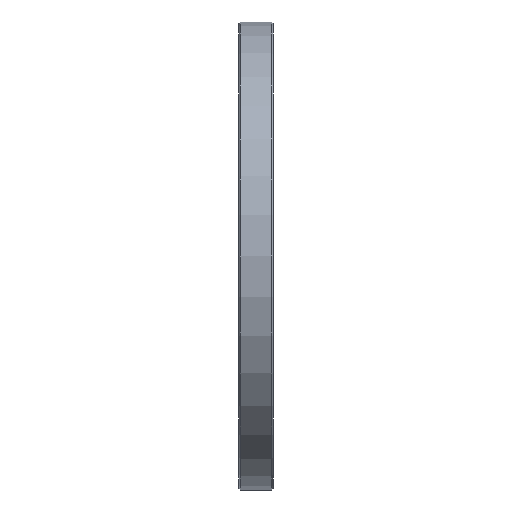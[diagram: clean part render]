
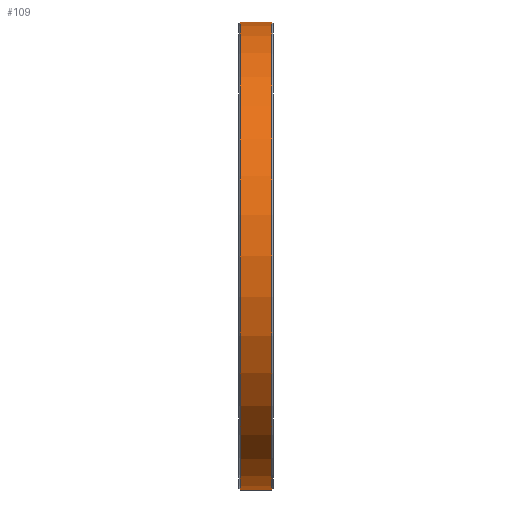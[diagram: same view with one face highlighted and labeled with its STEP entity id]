
A CAD part, front view. The second image highlights one B-rep face of the part: STEP entity #109.
In plain terms, the highlighted cylindrical face has radius 82.5 mm (diameter 165 mm), a partial arc.
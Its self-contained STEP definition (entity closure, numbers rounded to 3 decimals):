
#28 = VERTEX_POINT ( 'NONE', #456 ) ;
#29 = VERTEX_POINT ( 'NONE', #428 ) ;
#49 = VERTEX_POINT ( 'NONE', #446 ) ;
#65 = VERTEX_POINT ( 'NONE', #502 ) ;
#108 = EDGE_CURVE ( 'NONE', #29, #65, #573, .T. ) ;
#109 = ADVANCED_FACE ( 'NONE', ( #565 ), #572, .T. ) ;
#125 = EDGE_CURVE ( 'NONE', #28, #49, #644, .T. ) ;
#149 = ORIENTED_EDGE ( 'NONE', *, *, #125, .F. ) ;
#150 = EDGE_CURVE ( 'NONE', #65, #49, #586, .T. ) ;
#151 = ORIENTED_EDGE ( 'NONE', *, *, #108, .T. ) ;
#152 = ORIENTED_EDGE ( 'NONE', *, *, #150, .T. ) ;
#157 = EDGE_CURVE ( 'NONE', #28, #29, #478, .T. ) ;
#178 = EDGE_LOOP ( 'NONE', ( #149, #179, #151, #152 ) ) ;
#179 = ORIENTED_EDGE ( 'NONE', *, *, #157, .T. ) ;
#428 = CARTESIAN_POINT ( 'NONE',  ( 11.6, 0., 82.5 ) ) ;
#446 = CARTESIAN_POINT ( 'NONE',  ( 0.4, 0., -82.5 ) ) ;
#456 = CARTESIAN_POINT ( 'NONE',  ( 11.6, 0., -82.5 ) ) ;
#478 = CIRCLE ( 'NONE', #506, 82.5 ) ;
#481 = DIRECTION ( 'NONE',  ( -1., 0., 0. ) ) ;
#491 = CARTESIAN_POINT ( 'NONE',  ( 11.6, 0., 0. ) ) ;
#502 = CARTESIAN_POINT ( 'NONE',  ( 0.4, 0., 82.5 ) ) ;
#504 = DIRECTION ( 'NONE',  ( 0., 0., -1. ) ) ;
#506 = AXIS2_PLACEMENT_3D ( 'NONE', #491, #481, #504 ) ;
#532 = AXIS2_PLACEMENT_3D ( 'NONE', #551, #536, #535 ) ;
#535 = DIRECTION ( 'NONE',  ( 0., 0., 1. ) ) ;
#536 = DIRECTION ( 'NONE',  ( -1., 0., 0. ) ) ;
#537 = VECTOR ( 'NONE', #563, 1000. ) ;
#551 = CARTESIAN_POINT ( 'NONE',  ( 12., 0., 0. ) ) ;
#563 = DIRECTION ( 'NONE',  ( -1., 0., 0. ) ) ;
#564 = CARTESIAN_POINT ( 'NONE',  ( 12., 0., 82.5 ) ) ;
#565 = FACE_OUTER_BOUND ( 'NONE', #178, .T. ) ;
#572 = CYLINDRICAL_SURFACE ( 'NONE', #532, 82.5 ) ;
#573 = LINE ( 'NONE', #564, #537 ) ;
#581 = CARTESIAN_POINT ( 'NONE',  ( 0.4, 0., 0. ) ) ;
#585 = AXIS2_PLACEMENT_3D ( 'NONE', #581, #638, #637 ) ;
#586 = CIRCLE ( 'NONE', #585, 82.5 ) ;
#632 = DIRECTION ( 'NONE',  ( -1., 0., 0. ) ) ;
#637 = DIRECTION ( 'NONE',  ( 0., 0., -1. ) ) ;
#638 = DIRECTION ( 'NONE',  ( 1., 0., 0. ) ) ;
#644 = LINE ( 'NONE', #652, #647 ) ;
#647 = VECTOR ( 'NONE', #632, 1000. ) ;
#652 = CARTESIAN_POINT ( 'NONE',  ( 12., 0., -82.5 ) ) ;
